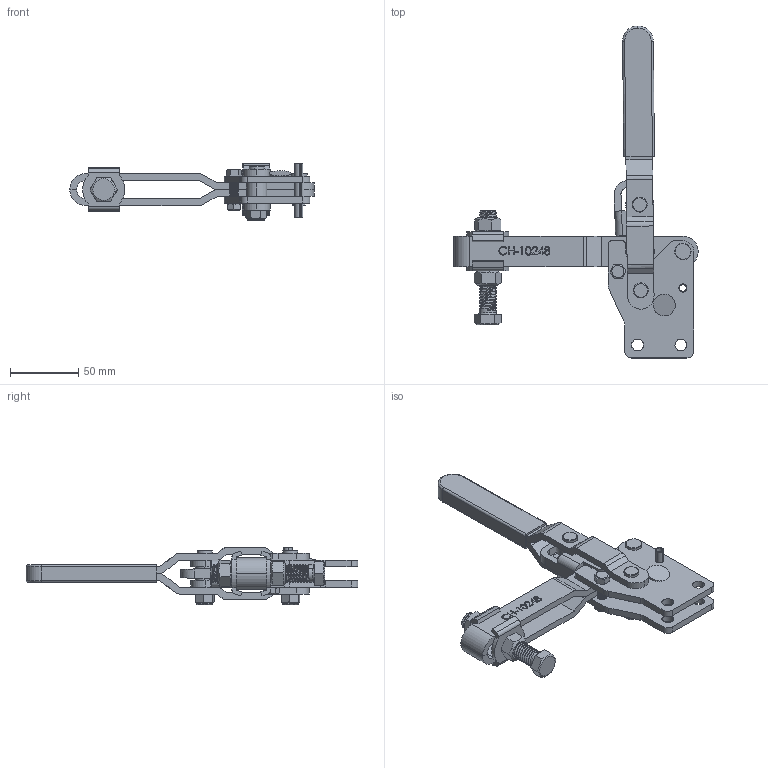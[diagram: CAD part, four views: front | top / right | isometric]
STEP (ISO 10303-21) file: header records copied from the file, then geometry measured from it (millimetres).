
FILE_DESCRIPTION (( 'STEP AP203' ), '1' );
FILE_NAME ('CH-10248.STEP', '2010-06-04T09:27:41', ( '微软用户' ), ( '微软中国' ), 'SwSTEP 2.0', 'SolidWorks 2008', '' );
FILE_SCHEMA (( 'CONFIG_CONTROL_DESIGN' ));
Products named in the file (18): CH-10247-04 CONNECTING-PLATE_默认; CH-10247-03 HANDLE_默认; CH-10247-05_默认; M6 Nut_默认; M6X25_默认; CH-FW-120_默认; 3-8-16 LOCK NUT_默认; CH-10248; CH-10248-01 STRAIGHT BASE_默认; CH-10248-02 U-BAR_默认; CH-10247-07_默认; CH-10247-09_默认; CH-10247-10_默认; CH-SA-12300 SPINDLE SUPPLIED_默认; CH-10247-06_默认; CH-10247-08_默认; CH-10247-11_默认; CH-SA-12300 NUT_默认
Assembly tree (23 placements, depth 2):
  CH-10248
    CH-10247-11_默认  x2
    CH-10247-03 HANDLE_默认
    CH-10247-07_默认
    3-8-16 LOCK NUT_默认  x2
    CH-SA-12300 SPINDLE SUPPLIED_默认
    M6 Nut_默认
    M6X25_默认
    CH-10248-02 U-BAR_默认
    CH-10247-09_默认
    CH-SA-12300 NUT_默认  x2
    CH-FW-120_默认  x2
    CH-10248-01 STRAIGHT BASE_默认
    CH-10247-08_默认  x2
    CH-10247-06_默认  x2
    CH-10247-05_默认
    CH-10247-04 CONNECTING-PLATE_默认
    CH-10247-10_默认
Bounding box: 179.51 x 243.78 x 42.5 mm (x, y, z)
Volume: 172458.7 mm3; surface area: 108481.8 mm2
Topology: 26 solids, 26 shells, 1054 faces, 2832 edges, 1867 vertices
Faces by surface type: cylinder 380, plane 360, bspline 191, cone 111, torus 12
Entity records: 45664 total; most frequent: CARTESIAN_POINT 22358, ORIENTED_EDGE 4976, DIRECTION 3639, EDGE_CURVE 2488, VERTEX_POINT 1644, LINE 1241, VECTOR 1241, AXIS2_PLACEMENT_3D 1199
